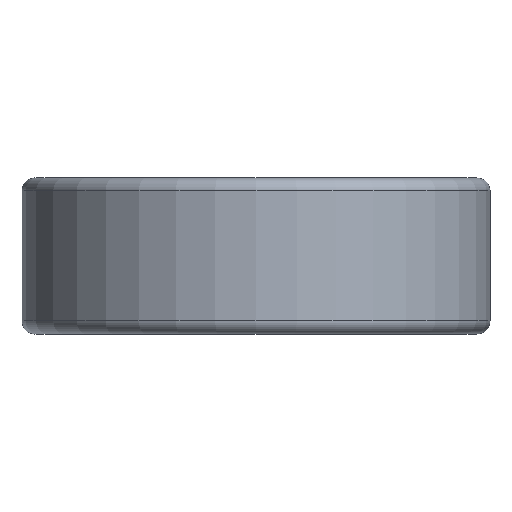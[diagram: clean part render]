
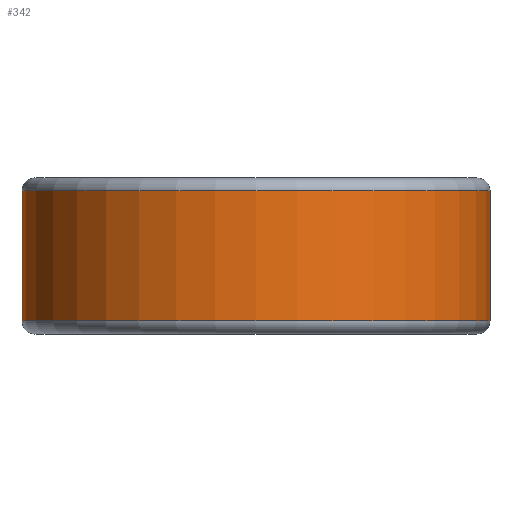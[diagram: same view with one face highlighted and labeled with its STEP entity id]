
A CAD part, front view. The second image highlights one B-rep face of the part: STEP entity #342.
In plain terms, the highlighted cylindrical face has radius 14.287 mm (diameter 28.575 mm), a partial arc.
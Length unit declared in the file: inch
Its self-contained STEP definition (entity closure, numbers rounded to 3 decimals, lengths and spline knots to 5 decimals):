
#8 = DIRECTION ( 'NONE',  ( -1., 0., 0. ) ) ;
#9 = CARTESIAN_POINT ( 'NONE',  ( 0., 0., 0. ) ) ;
#23 = DIRECTION ( 'NONE',  ( 0., 0., 1. ) ) ;
#47 = VERTEX_POINT ( 'NONE', #853 ) ;
#62 = CARTESIAN_POINT ( 'NONE',  ( -0.5625, 0., 0.15625 ) ) ;
#66 = CIRCLE ( 'NONE', #694, 0.5625 ) ;
#119 = CARTESIAN_POINT ( 'NONE',  ( -0.5625, 0., -0.15625 ) ) ;
#121 = VECTOR ( 'NONE', #465, 39.37008 ) ;
#172 = EDGE_LOOP ( 'NONE', ( #437, #459, #928, #472 ) ) ;
#233 = CARTESIAN_POINT ( 'NONE',  ( 0., 0., -0.15625 ) ) ;
#243 = CARTESIAN_POINT ( 'NONE',  ( -0.5625, 0., 0. ) ) ;
#247 = DIRECTION ( 'NONE',  ( -1., 0., 0. ) ) ;
#251 = FACE_OUTER_BOUND ( 'NONE', #172, .T. ) ;
#281 = EDGE_CURVE ( 'NONE', #297, #810, #915, .T. ) ;
#297 = VERTEX_POINT ( 'NONE', #368 ) ;
#300 = VECTOR ( 'NONE', #382, 39.37008 ) ;
#302 = LINE ( 'NONE', #243, #121 ) ;
#318 = EDGE_CURVE ( 'NONE', #297, #47, #517, .T. ) ;
#342 = ADVANCED_FACE ( 'NONE', ( #251 ), #430, .T. ) ;
#368 = CARTESIAN_POINT ( 'NONE',  ( 0.5625, 0., -0.15625 ) ) ;
#374 = DIRECTION ( 'NONE',  ( 0., 0., -1. ) ) ;
#380 = CARTESIAN_POINT ( 'NONE',  ( 0., 0., 0.15625 ) ) ;
#382 = DIRECTION ( 'NONE',  ( 0., 0., 1. ) ) ;
#387 = DIRECTION ( 'NONE',  ( 0., 0., 1. ) ) ;
#430 = CYLINDRICAL_SURFACE ( 'NONE', #941, 0.5625 ) ;
#437 = ORIENTED_EDGE ( 'NONE', *, *, #281, .F. ) ;
#459 = ORIENTED_EDGE ( 'NONE', *, *, #318, .T. ) ;
#465 = DIRECTION ( 'NONE',  ( 0., 0., 1. ) ) ;
#472 = ORIENTED_EDGE ( 'NONE', *, *, #549, .F. ) ;
#515 = EDGE_CURVE ( 'NONE', #890, #47, #66, .T. ) ;
#517 = LINE ( 'NONE', #823, #300 ) ;
#549 = EDGE_CURVE ( 'NONE', #810, #890, #302, .T. ) ;
#682 = DIRECTION ( 'NONE',  ( -1., 0., 0. ) ) ;
#694 = AXIS2_PLACEMENT_3D ( 'NONE', #380, #387, #247 ) ;
#809 = AXIS2_PLACEMENT_3D ( 'NONE', #233, #374, #8 ) ;
#810 = VERTEX_POINT ( 'NONE', #119 ) ;
#823 = CARTESIAN_POINT ( 'NONE',  ( 0.5625, 0., 0. ) ) ;
#853 = CARTESIAN_POINT ( 'NONE',  ( 0.5625, 0., 0.15625 ) ) ;
#890 = VERTEX_POINT ( 'NONE', #62 ) ;
#915 = CIRCLE ( 'NONE', #809, 0.5625 ) ;
#928 = ORIENTED_EDGE ( 'NONE', *, *, #515, .F. ) ;
#941 = AXIS2_PLACEMENT_3D ( 'NONE', #9, #23, #682 ) ;
